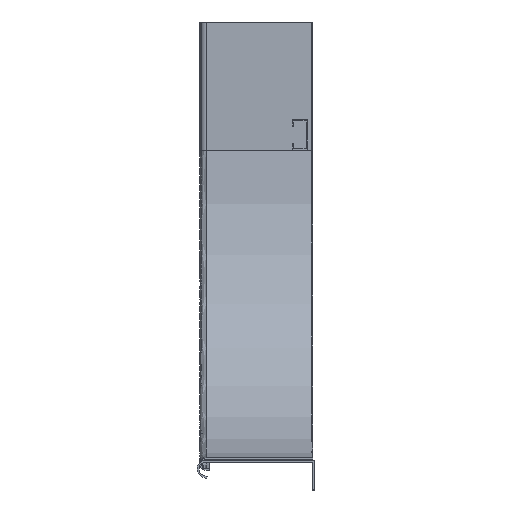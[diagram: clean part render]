
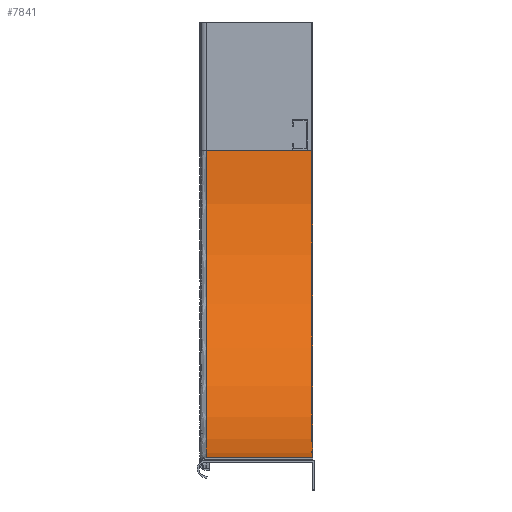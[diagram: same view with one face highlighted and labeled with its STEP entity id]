
A CAD part, left-side view. The second image highlights one B-rep face of the part: STEP entity #7841.
In plain terms, the highlighted cylindrical face has radius 300 mm (diameter 600 mm), a partial arc.
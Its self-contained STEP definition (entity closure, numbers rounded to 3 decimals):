
#1 = FACE_OUTER_BOUND ( 'NONE', #18404, .T. ) ;
#369 = VERTEX_POINT ( 'NONE', #3818 ) ;
#1251 = CIRCLE ( 'NONE', #4008, 300. ) ;
#1528 = DIRECTION ( 'NONE',  ( 0., 0., -1. ) ) ;
#1570 = DIRECTION ( 'NONE',  ( 0., 1., 0. ) ) ;
#1596 = CARTESIAN_POINT ( 'NONE',  ( 300., 0., -125. ) ) ;
#1722 = CARTESIAN_POINT ( 'NONE',  ( 300., 0., -425. ) ) ;
#1753 = LINE ( 'NONE', #19104, #1771 ) ;
#1771 = VECTOR ( 'NONE', #15383, 1000. ) ;
#3818 = CARTESIAN_POINT ( 'NONE',  ( 0., 104., -125. ) ) ;
#4008 = AXIS2_PLACEMENT_3D ( 'NONE', #1596, #1570, #1528 ) ;
#4316 = CARTESIAN_POINT ( 'NONE',  ( 0., 0., -125. ) ) ;
#5890 = ORIENTED_EDGE ( 'NONE', *, *, #6145, .F. ) ;
#6145 = EDGE_CURVE ( 'NONE', #11699, #8714, #1753, .T. ) ;
#6182 = EDGE_CURVE ( 'NONE', #8714, #10727, #1251, .T. ) ;
#6902 = CARTESIAN_POINT ( 'NONE',  ( 300., 104., -425. ) ) ;
#7841 = ADVANCED_FACE ( 'NONE', ( #1 ), #8307, .F. ) ;
#8307 = CYLINDRICAL_SURFACE ( 'NONE', #21259, 300. ) ;
#8714 = VERTEX_POINT ( 'NONE', #1722 ) ;
#9007 = ORIENTED_EDGE ( 'NONE', *, *, #22759, .F. ) ;
#9874 = DIRECTION ( 'NONE',  ( 0., -1., 0. ) ) ;
#10047 = ORIENTED_EDGE ( 'NONE', *, *, #6182, .F. ) ;
#10727 = VERTEX_POINT ( 'NONE', #4316 ) ;
#10946 = EDGE_CURVE ( 'NONE', #10727, #369, #17449, .T. ) ;
#11699 = VERTEX_POINT ( 'NONE', #6902 ) ;
#11987 = CARTESIAN_POINT ( 'NONE',  ( 0., 0., -125. ) ) ;
#13840 = DIRECTION ( 'NONE',  ( 0., 1., 0. ) ) ;
#15383 = DIRECTION ( 'NONE',  ( 0., -1., 0. ) ) ;
#15447 = DIRECTION ( 'NONE',  ( 0., 0., -1. ) ) ;
#15994 = CARTESIAN_POINT ( 'NONE',  ( 300., 0., -125. ) ) ;
#16160 = DIRECTION ( 'NONE',  ( 0., -1., 0. ) ) ;
#17449 = LINE ( 'NONE', #11987, #20647 ) ;
#18404 = EDGE_LOOP ( 'NONE', ( #10047, #5890, #9007, #21218 ) ) ;
#18432 = CIRCLE ( 'NONE', #22173, 300. ) ;
#19104 = CARTESIAN_POINT ( 'NONE',  ( 300., 0., -425. ) ) ;
#20647 = VECTOR ( 'NONE', #13840, 1000. ) ;
#20755 = CARTESIAN_POINT ( 'NONE',  ( 300., 104., -125. ) ) ;
#21218 = ORIENTED_EDGE ( 'NONE', *, *, #10946, .F. ) ;
#21259 = AXIS2_PLACEMENT_3D ( 'NONE', #15994, #16160, #15447 ) ;
#22173 = AXIS2_PLACEMENT_3D ( 'NONE', #20755, #9874, #22588 ) ;
#22588 = DIRECTION ( 'NONE',  ( 0., 0., -1. ) ) ;
#22759 = EDGE_CURVE ( 'NONE', #369, #11699, #18432, .T. ) ;
